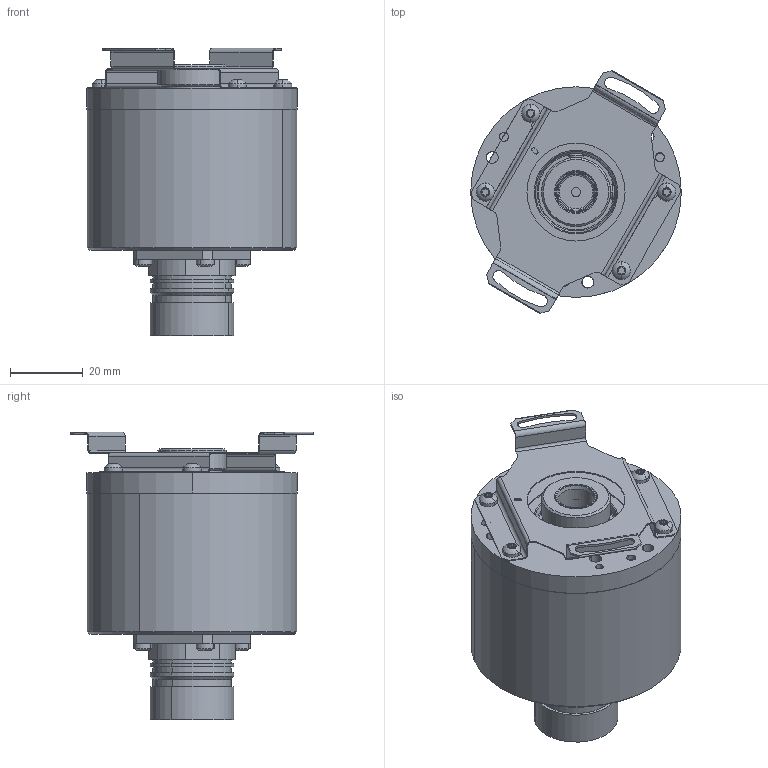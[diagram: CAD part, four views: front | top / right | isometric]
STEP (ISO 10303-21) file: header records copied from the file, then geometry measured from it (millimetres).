
FILE_DESCRIPTION((''),'2;1');
FILE_NAME('634736','2010-10-14T',('se2802'),(''),'PRO/ENGINEER BY PARAMETRIC TECHNOLOGY CORPORATION, 2010180','PRO/ENGINEER BY PARAMETRIC TECHNOLOGY CORPORATION, 2010180','');
FILE_SCHEMA(('CONFIG_CONTROL_DESIGN'));
Length unit declared in the file: millimetre
Products named in the file (1): 634736
Bounding box: 58 x 66.89 x 79.3 mm (x, y, z)
Volume: 73967.7 mm3; surface area: 47450.9 mm2
Topology: 1 solids, 3 shells, 1379 faces, 3753 edges, 2372 vertices
Faces by surface type: cylinder 669, plane 480, cone 113, torus 91, sphere 24, revolution 2
Entity records: 47065 total; most frequent: CARTESIAN_POINT 10920, DIRECTION 8114, ORIENTED_EDGE 7462, EDGE_CURVE 3731, AXIS2_PLACEMENT_3D 3242, VERTEX_POINT 2373, CIRCLE 1865, VECTOR 1628
